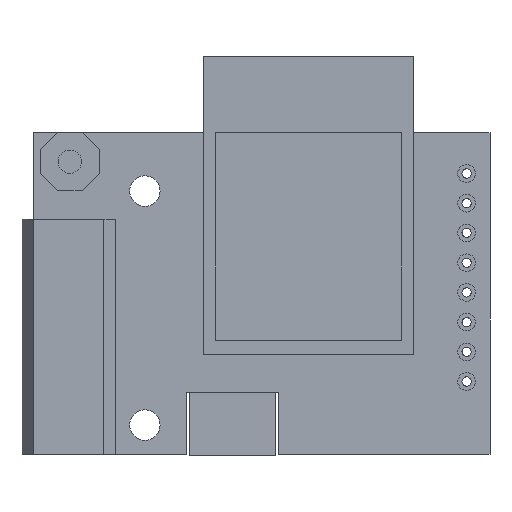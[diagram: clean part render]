
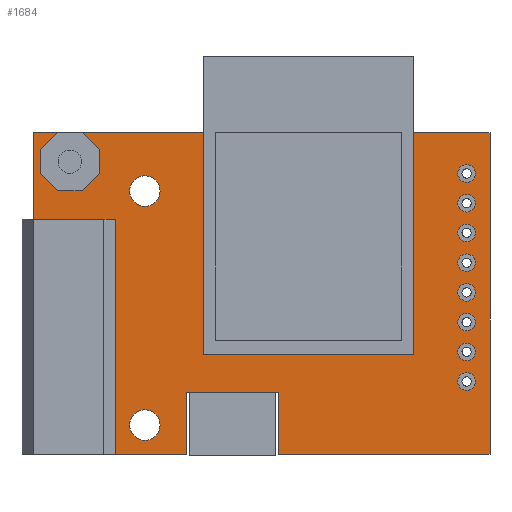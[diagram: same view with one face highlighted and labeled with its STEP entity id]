
A CAD part, front view. The second image highlights one B-rep face of the part: STEP entity #1684.
In plain terms, the highlighted planar face has unit normal (0, -1, 0).
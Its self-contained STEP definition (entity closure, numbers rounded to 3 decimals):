
#32=FACE_BOUND('',#410,.T.);
#33=FACE_BOUND('',#411,.T.);
#34=FACE_BOUND('',#412,.T.);
#35=FACE_BOUND('',#413,.T.);
#36=FACE_BOUND('',#414,.T.);
#37=FACE_BOUND('',#415,.T.);
#38=FACE_BOUND('',#416,.T.);
#39=FACE_BOUND('',#417,.T.);
#40=FACE_BOUND('',#418,.T.);
#41=FACE_BOUND('',#419,.T.);
#86=CIRCLE('',#1886,0.395);
#88=CIRCLE('',#1889,0.395);
#90=CIRCLE('',#1892,0.395);
#92=CIRCLE('',#1895,0.395);
#94=CIRCLE('',#1898,0.395);
#96=CIRCLE('',#1901,0.395);
#98=CIRCLE('',#1904,0.395);
#100=CIRCLE('',#1907,0.395);
#102=CIRCLE('',#1913,1.3);
#103=CIRCLE('',#1914,1.3);
#291=FACE_OUTER_BOUND('',#409,.T.);
#409=EDGE_LOOP('',(#1456,#1457,#1458,#1459,#1460,#1461,#1462,#1463));
#410=EDGE_LOOP('',(#1464));
#411=EDGE_LOOP('',(#1465));
#412=EDGE_LOOP('',(#1466));
#413=EDGE_LOOP('',(#1467));
#414=EDGE_LOOP('',(#1468));
#415=EDGE_LOOP('',(#1469));
#416=EDGE_LOOP('',(#1470));
#417=EDGE_LOOP('',(#1471));
#418=EDGE_LOOP('',(#1472));
#419=EDGE_LOOP('',(#1473));
#568=LINE('',#2822,#724);
#572=LINE('',#2831,#728);
#576=LINE('',#2838,#732);
#578=LINE('',#2842,#734);
#579=LINE('',#2844,#735);
#580=LINE('',#2846,#736);
#581=LINE('',#2848,#737);
#582=LINE('',#2849,#738);
#724=VECTOR('',#2355,10.);
#728=VECTOR('',#2361,10.);
#732=VECTOR('',#2367,10.);
#734=VECTOR('',#2371,10.);
#735=VECTOR('',#2372,10.);
#736=VECTOR('',#2373,10.);
#737=VECTOR('',#2374,10.);
#738=VECTOR('',#2375,10.);
#854=VERTEX_POINT('',#2772);
#856=VERTEX_POINT('',#2778);
#858=VERTEX_POINT('',#2784);
#860=VERTEX_POINT('',#2790);
#862=VERTEX_POINT('',#2796);
#864=VERTEX_POINT('',#2802);
#866=VERTEX_POINT('',#2808);
#868=VERTEX_POINT('',#2814);
#870=VERTEX_POINT('',#2820);
#871=VERTEX_POINT('',#2821);
#874=VERTEX_POINT('',#2829);
#875=VERTEX_POINT('',#2830);
#878=VERTEX_POINT('',#2841);
#879=VERTEX_POINT('',#2843);
#880=VERTEX_POINT('',#2845);
#881=VERTEX_POINT('',#2847);
#882=VERTEX_POINT('',#2850);
#883=VERTEX_POINT('',#2852);
#1046=EDGE_CURVE('',#854,#854,#86,.T.);
#1049=EDGE_CURVE('',#856,#856,#88,.T.);
#1052=EDGE_CURVE('',#858,#858,#90,.T.);
#1055=EDGE_CURVE('',#860,#860,#92,.T.);
#1058=EDGE_CURVE('',#862,#862,#94,.T.);
#1061=EDGE_CURVE('',#864,#864,#96,.T.);
#1064=EDGE_CURVE('',#866,#866,#98,.T.);
#1067=EDGE_CURVE('',#868,#868,#100,.T.);
#1070=EDGE_CURVE('',#870,#871,#568,.T.);
#1074=EDGE_CURVE('',#874,#875,#572,.T.);
#1078=EDGE_CURVE('',#875,#870,#576,.T.);
#1080=EDGE_CURVE('',#871,#878,#578,.T.);
#1081=EDGE_CURVE('',#878,#879,#579,.T.);
#1082=EDGE_CURVE('',#879,#880,#580,.T.);
#1083=EDGE_CURVE('',#880,#881,#581,.T.);
#1084=EDGE_CURVE('',#881,#874,#582,.T.);
#1085=EDGE_CURVE('',#882,#882,#102,.T.);
#1086=EDGE_CURVE('',#883,#883,#103,.T.);
#1456=ORIENTED_EDGE('',*,*,#1074,.T.);
#1457=ORIENTED_EDGE('',*,*,#1078,.T.);
#1458=ORIENTED_EDGE('',*,*,#1070,.T.);
#1459=ORIENTED_EDGE('',*,*,#1080,.T.);
#1460=ORIENTED_EDGE('',*,*,#1081,.T.);
#1461=ORIENTED_EDGE('',*,*,#1082,.T.);
#1462=ORIENTED_EDGE('',*,*,#1083,.T.);
#1463=ORIENTED_EDGE('',*,*,#1084,.T.);
#1464=ORIENTED_EDGE('',*,*,#1046,.T.);
#1465=ORIENTED_EDGE('',*,*,#1049,.T.);
#1466=ORIENTED_EDGE('',*,*,#1052,.T.);
#1467=ORIENTED_EDGE('',*,*,#1055,.T.);
#1468=ORIENTED_EDGE('',*,*,#1058,.T.);
#1469=ORIENTED_EDGE('',*,*,#1061,.T.);
#1470=ORIENTED_EDGE('',*,*,#1064,.T.);
#1471=ORIENTED_EDGE('',*,*,#1067,.T.);
#1472=ORIENTED_EDGE('',*,*,#1085,.T.);
#1473=ORIENTED_EDGE('',*,*,#1086,.T.);
#1586=PLANE('',#1912);
#1684=ADVANCED_FACE('',(#291,#32,#33,#34,#35,#36,#37,#38,#39,#40,#41),#1586,
 .F.);
#1886=AXIS2_PLACEMENT_3D('',#2773,#2299,#2300);
#1889=AXIS2_PLACEMENT_3D('',#2779,#2306,#2307);
#1892=AXIS2_PLACEMENT_3D('',#2785,#2313,#2314);
#1895=AXIS2_PLACEMENT_3D('',#2791,#2320,#2321);
#1898=AXIS2_PLACEMENT_3D('',#2797,#2327,#2328);
#1901=AXIS2_PLACEMENT_3D('',#2803,#2334,#2335);
#1904=AXIS2_PLACEMENT_3D('',#2809,#2341,#2342);
#1907=AXIS2_PLACEMENT_3D('',#2815,#2348,#2349);
#1912=AXIS2_PLACEMENT_3D('',#2840,#2369,#2370);
#1913=AXIS2_PLACEMENT_3D('',#2851,#2376,#2377);
#1914=AXIS2_PLACEMENT_3D('',#2853,#2378,#2379);
#2299=DIRECTION('center_axis',(0.,1.,0.));
#2300=DIRECTION('ref_axis',(0.,0.,-1.));
#2306=DIRECTION('center_axis',(0.,1.,0.));
#2307=DIRECTION('ref_axis',(0.,0.,-1.));
#2313=DIRECTION('center_axis',(0.,1.,0.));
#2314=DIRECTION('ref_axis',(0.,0.,-1.));
#2320=DIRECTION('center_axis',(0.,1.,0.));
#2321=DIRECTION('ref_axis',(0.,0.,-1.));
#2327=DIRECTION('center_axis',(0.,1.,0.));
#2328=DIRECTION('ref_axis',(0.,0.,-1.));
#2334=DIRECTION('center_axis',(0.,1.,0.));
#2335=DIRECTION('ref_axis',(0.,0.,-1.));
#2341=DIRECTION('center_axis',(0.,1.,0.));
#2342=DIRECTION('ref_axis',(0.,0.,-1.));
#2348=DIRECTION('center_axis',(0.,1.,0.));
#2349=DIRECTION('ref_axis',(0.,0.,-1.));
#2355=DIRECTION('',(0.,0.,-1.));
#2361=DIRECTION('',(0.,0.,1.));
#2367=DIRECTION('',(1.,0.,0.));
#2369=DIRECTION('center_axis',(0.,1.,0.));
#2370=DIRECTION('ref_axis',(1.,0.,0.));
#2371=DIRECTION('',(1.,0.,0.));
#2372=DIRECTION('',(0.,0.,1.));
#2373=DIRECTION('',(-1.,0.,0.));
#2374=DIRECTION('',(0.,0.,-1.));
#2375=DIRECTION('',(1.,0.,0.));
#2376=DIRECTION('center_axis',(0.,1.,0.));
#2377=DIRECTION('ref_axis',(0.,0.,-1.));
#2378=DIRECTION('center_axis',(0.,1.,0.));
#2379=DIRECTION('ref_axis',(0.,0.,-1.));
#2772=CARTESIAN_POINT('',(37.,0.,9.155));
#2773=CARTESIAN_POINT('Origin',(37.,0.,8.76));
#2778=CARTESIAN_POINT('',(37.,0.,14.235));
#2779=CARTESIAN_POINT('Origin',(37.,0.,13.84));
#2784=CARTESIAN_POINT('',(37.,0.,19.315));
#2785=CARTESIAN_POINT('Origin',(37.,0.,18.92));
#2790=CARTESIAN_POINT('',(37.,0.,24.395));
#2791=CARTESIAN_POINT('Origin',(37.,0.,24.));
#2796=CARTESIAN_POINT('',(37.,0.,21.855));
#2797=CARTESIAN_POINT('Origin',(37.,0.,21.46));
#2802=CARTESIAN_POINT('',(37.,0.,16.775));
#2803=CARTESIAN_POINT('Origin',(37.,0.,16.38));
#2808=CARTESIAN_POINT('',(37.,0.,11.695));
#2809=CARTESIAN_POINT('Origin',(37.,0.,11.3));
#2814=CARTESIAN_POINT('',(37.,0.,6.615));
#2815=CARTESIAN_POINT('Origin',(37.,0.,6.22));
#2820=CARTESIAN_POINT('',(20.9,0.,5.3));
#2821=CARTESIAN_POINT('',(20.9,0.,0.));
#2822=CARTESIAN_POINT('',(20.9,0.,6.875));
#2829=CARTESIAN_POINT('',(13.1,0.,0.));
#2830=CARTESIAN_POINT('',(13.1,0.,5.3));
#2831=CARTESIAN_POINT('',(13.1,0.,9.525));
#2838=CARTESIAN_POINT('',(20.2,0.,5.3));
#2840=CARTESIAN_POINT('Origin',(19.5,0.,13.75));
#2841=CARTESIAN_POINT('',(39.,0.,0.));
#2842=CARTESIAN_POINT('',(0.,0.,0.));
#2843=CARTESIAN_POINT('',(39.,0.,27.5));
#2844=CARTESIAN_POINT('',(39.,0.,0.));
#2845=CARTESIAN_POINT('',(0.,0.,27.5));
#2846=CARTESIAN_POINT('',(39.,0.,27.5));
#2847=CARTESIAN_POINT('',(0.,0.,0.));
#2848=CARTESIAN_POINT('',(0.,0.,27.5));
#2849=CARTESIAN_POINT('',(0.,0.,0.));
#2850=CARTESIAN_POINT('',(9.5,0.,3.8));
#2851=CARTESIAN_POINT('Origin',(9.5,0.,2.5));
#2852=CARTESIAN_POINT('',(9.5,0.,23.8));
#2853=CARTESIAN_POINT('Origin',(9.5,0.,22.5));
